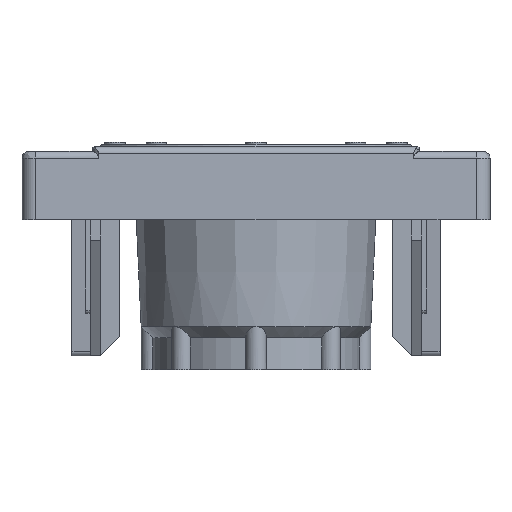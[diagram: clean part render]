
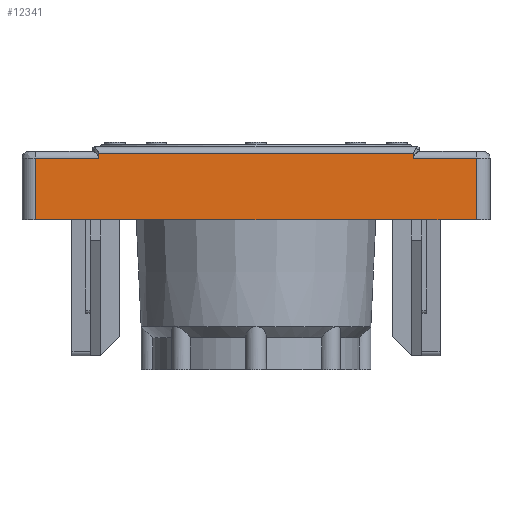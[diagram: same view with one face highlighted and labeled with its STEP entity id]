
A CAD part, front view. The second image highlights one B-rep face of the part: STEP entity #12341.
In plain terms, the highlighted planar face has unit normal (0, -0.999, 0.035).
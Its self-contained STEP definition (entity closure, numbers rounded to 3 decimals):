
#81=ELLIPSE('',#12959,85.961,3.);
#82=ELLIPSE('',#12962,85.961,3.);
#667=PLANE('',#12961);
#1182=FACE_OUTER_BOUND('',#1877,.T.);
#1877=EDGE_LOOP('',(#9313,#9314,#9315,#9316,#9317,#9318,#9319,#9320,#9321,
#9322,#9323,#9324));
#2675=LINE('',#19220,#3953);
#2682=LINE('',#19303,#3960);
#2683=LINE('',#19305,#3961);
#2684=LINE('',#19307,#3962);
#2685=LINE('',#19309,#3963);
#2686=LINE('',#19311,#3964);
#2687=LINE('',#19313,#3965);
#2688=LINE('',#19315,#3966);
#2689=LINE('',#19317,#3967);
#2690=LINE('',#19318,#3968);
#3953=VECTOR('',#14256,10.);
#3960=VECTOR('',#14291,10.);
#3961=VECTOR('',#14292,10.);
#3962=VECTOR('',#14293,10.);
#3963=VECTOR('',#14294,10.);
#3964=VECTOR('',#14295,10.);
#3965=VECTOR('',#14296,10.);
#3966=VECTOR('',#14297,10.);
#3967=VECTOR('',#14298,10.);
#3968=VECTOR('',#14299,10.);
#5518=VERTEX_POINT('',#19218);
#5519=VERTEX_POINT('',#19219);
#5528=VERTEX_POINT('',#19283);
#5530=VERTEX_POINT('',#19300);
#5531=VERTEX_POINT('',#19302);
#5532=VERTEX_POINT('',#19304);
#5533=VERTEX_POINT('',#19306);
#5534=VERTEX_POINT('',#19308);
#5535=VERTEX_POINT('',#19310);
#5536=VERTEX_POINT('',#19312);
#5537=VERTEX_POINT('',#19314);
#5538=VERTEX_POINT('',#19316);
#6899=EDGE_CURVE('',#5518,#5519,#2675,.T.);
#6915=EDGE_CURVE('',#5519,#5528,#81,.T.);
#6918=EDGE_CURVE('',#5530,#5518,#82,.T.);
#6919=EDGE_CURVE('',#5531,#5530,#2682,.T.);
#6920=EDGE_CURVE('',#5532,#5531,#2683,.T.);
#6921=EDGE_CURVE('',#5533,#5532,#2684,.T.);
#6922=EDGE_CURVE('',#5534,#5533,#2685,.T.);
#6923=EDGE_CURVE('',#5534,#5535,#2686,.T.);
#6924=EDGE_CURVE('',#5536,#5535,#2687,.T.);
#6925=EDGE_CURVE('',#5537,#5536,#2688,.T.);
#6926=EDGE_CURVE('',#5538,#5537,#2689,.T.);
#6927=EDGE_CURVE('',#5528,#5538,#2690,.T.);
#9313=ORIENTED_EDGE('',*,*,#6899,.F.);
#9314=ORIENTED_EDGE('',*,*,#6918,.F.);
#9315=ORIENTED_EDGE('',*,*,#6919,.F.);
#9316=ORIENTED_EDGE('',*,*,#6920,.F.);
#9317=ORIENTED_EDGE('',*,*,#6921,.F.);
#9318=ORIENTED_EDGE('',*,*,#6922,.F.);
#9319=ORIENTED_EDGE('',*,*,#6923,.T.);
#9320=ORIENTED_EDGE('',*,*,#6924,.F.);
#9321=ORIENTED_EDGE('',*,*,#6925,.F.);
#9322=ORIENTED_EDGE('',*,*,#6926,.F.);
#9323=ORIENTED_EDGE('',*,*,#6927,.F.);
#9324=ORIENTED_EDGE('',*,*,#6915,.F.);
#12341=ADVANCED_FACE('',(#1182),#667,.T.);
#12959=AXIS2_PLACEMENT_3D('',#19284,#14283,#14284);
#12961=AXIS2_PLACEMENT_3D('',#19299,#14287,#14288);
#12962=AXIS2_PLACEMENT_3D('',#19301,#14289,#14290);
#14256=DIRECTION('',(1.,0.,0.));
#14283=DIRECTION('center_axis',(0.,0.999,
-0.035));
#14284=DIRECTION('ref_axis',(0.,-0.035,-0.999));
#14287=DIRECTION('center_axis',(0.,-0.999,0.035));
#14288=DIRECTION('ref_axis',(0.,-0.035,-0.999));
#14289=DIRECTION('center_axis',(0.,0.999,-0.035));
#14290=DIRECTION('ref_axis',(0.,-0.035,-0.999));
#14291=DIRECTION('',(1.,0.,0.));
#14292=DIRECTION('',(0.,0.035,0.999));
#14293=DIRECTION('',(-1.,0.,0.));
#14294=DIRECTION('',(-1.,0.,0.));
#14295=DIRECTION('',(1.,0.,0.));
#14296=DIRECTION('',(-1.,0.,0.));
#14297=DIRECTION('',(-1.,0.,0.));
#14298=DIRECTION('',(0.,-0.035,-0.999));
#14299=DIRECTION('',(1.,0.,0.));
#19218=CARTESIAN_POINT('',(-34.671,-36.492,2.052));
#19219=CARTESIAN_POINT('',(34.671,-36.492,2.052));
#19220=CARTESIAN_POINT('',(-34.64,-36.492,2.052));
#19283=CARTESIAN_POINT('',(34.617,-36.527,1.052));
#19284=CARTESIAN_POINT('Origin',(33.,-34.,73.409));
#19299=CARTESIAN_POINT('Origin',(-51.5,-37.,-12.5));
#19300=CARTESIAN_POINT('',(-34.617,-36.527,1.052));
#19301=CARTESIAN_POINT('Origin',(-33.,-34.,73.409));
#19302=CARTESIAN_POINT('',(-48.5,-36.527,1.052));
#19303=CARTESIAN_POINT('',(-38.492,-36.527,1.052));
#19304=CARTESIAN_POINT('',(-48.5,-37.,-12.5));
#19305=CARTESIAN_POINT('',(-48.5,-36.752,-5.386));
#19306=CARTESIAN_POINT('',(-36.5,-37.,-12.5));
#19307=CARTESIAN_POINT('',(-25.75,-37.,-12.5));
#19308=CARTESIAN_POINT('',(-34.2,-37.,-12.5));
#19309=CARTESIAN_POINT('',(-25.75,-37.,-12.5));
#19310=CARTESIAN_POINT('',(34.2,-37.,-12.5));
#19311=CARTESIAN_POINT('',(-34.2,-37.,-12.5));
#19312=CARTESIAN_POINT('',(36.5,-37.,-12.5));
#19313=CARTESIAN_POINT('',(25.75,-37.,-12.5));
#19314=CARTESIAN_POINT('',(48.5,-37.,-12.5));
#19315=CARTESIAN_POINT('',(25.75,-37.,-12.5));
#19316=CARTESIAN_POINT('',(48.5,-36.527,1.052));
#19317=CARTESIAN_POINT('',(48.5,-36.752,-5.386));
#19318=CARTESIAN_POINT('',(-13.008,-36.527,1.052));
